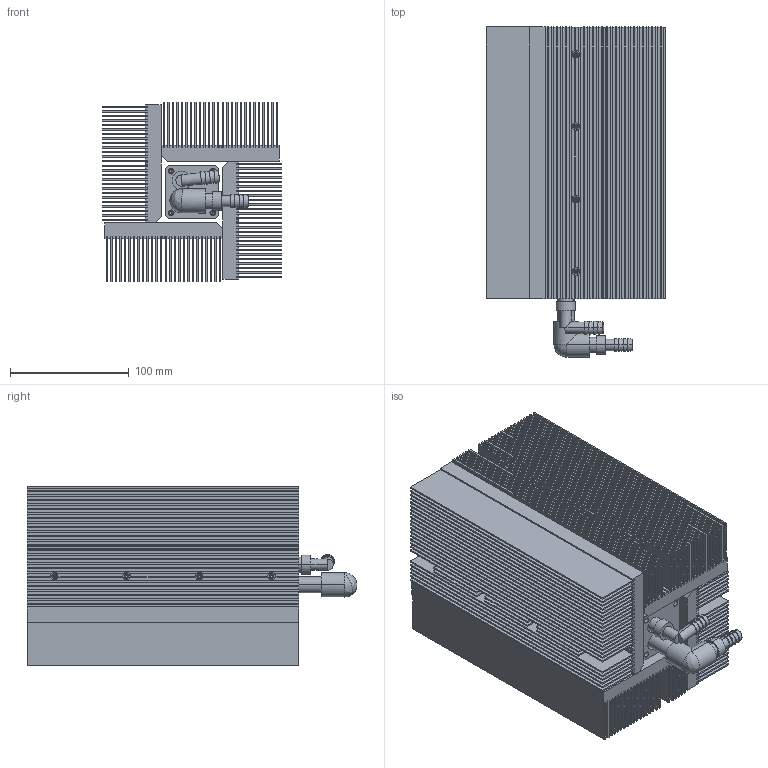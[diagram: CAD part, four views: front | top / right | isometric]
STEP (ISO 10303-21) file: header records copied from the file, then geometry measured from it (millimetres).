
FILE_DESCRIPTION (( 'STEP AP203' ), '1' );
FILE_NAME ('TLC Cube-medium.STEP', '2016-06-27T14:06:57', ( '' ), ( '' ), 'SwSTEP 2.0', 'SolidWorks 2016', '' );
FILE_SCHEMA (( 'CONFIG_CONTROL_DESIGN' ));
Length unit declared in the file: inch
Products named in the file (1): TLC Cube-medium
Bounding box: 150.77 x 277.56 x 150.77 mm (x, y, z)
Volume: 2556022.3 mm3; surface area: 2246339.6 mm2
Topology: 131 solids, 131 shells, 1587 faces, 3861 edges, 2527 vertices
Faces by surface type: plane 1331, cylinder 190, cone 64, bspline 2
Entity records: 45768 total; most frequent: CARTESIAN_POINT 8241, ORIENTED_EDGE 7622, DIRECTION 7472, EDGE_CURVE 3811, LINE 3298, VECTOR 3298, VERTEX_POINT 2527, AXIS2_PLACEMENT_3D 2087
